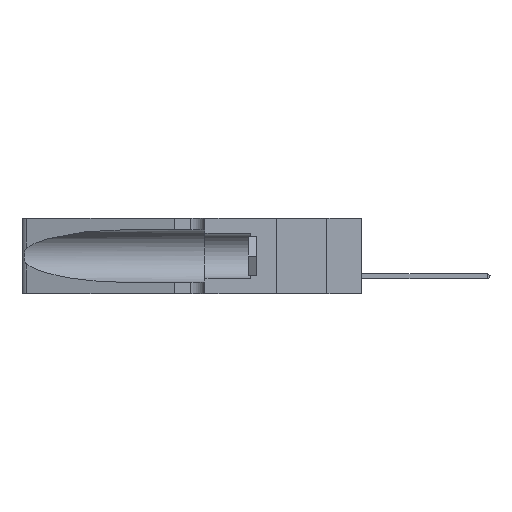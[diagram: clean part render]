
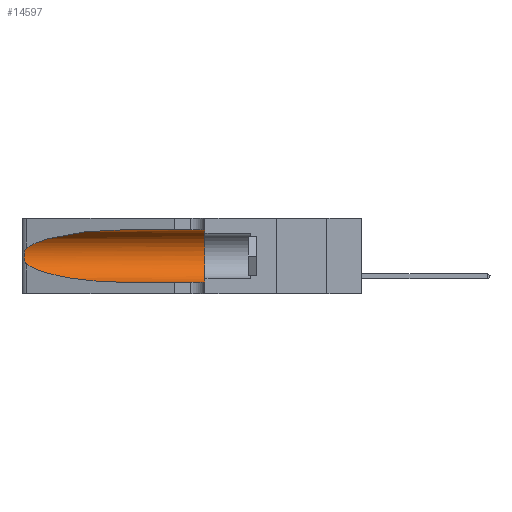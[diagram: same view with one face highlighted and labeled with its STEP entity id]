
A CAD part, left-side view. The second image highlights one B-rep face of the part: STEP entity #14597.
In plain terms, the highlighted cylindrical face has radius 3.308 mm (diameter 6.617 mm), a partial arc.
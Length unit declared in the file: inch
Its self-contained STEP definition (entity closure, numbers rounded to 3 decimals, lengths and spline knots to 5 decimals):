
#3 = FACE_OUTER_BOUND ( 'NONE', #23642, .T. ) ;
#657 = CARTESIAN_POINT ( 'NONE',  ( 0.25487, 1.22718, 0.14631 ) ) ;
#1846 = CARTESIAN_POINT ( 'NONE',  ( 0.25487, 1.22718, 0.14631 ) ) ;
#2383 = CIRCLE ( 'NONE', #14112, 0.13025 ) ;
#2821 = DIRECTION ( 'NONE',  ( 0., 1., 0. ) ) ;
#3597 = CARTESIAN_POINT ( 'NONE',  ( 0.18966, 0.96281, 0.31525 ) ) ;
#3834 = CARTESIAN_POINT ( 'NONE',  ( 0.1305, 0.72297, 0.31525 ) ) ;
#4121 = AXIS2_PLACEMENT_3D ( 'NONE', #28968, #18043, #20610 ) ;
#4657 = CARTESIAN_POINT ( 'NONE',  ( 0.26075, 1.23896, 0.178 ) ) ;
#5305 = CARTESIAN_POINT ( 'NONE',  ( 0.25487, 1.22718, 0.14631 ) ) ;
#5837 =( BOUNDED_CURVE ( )  B_SPLINE_CURVE ( 3, ( #3834, #3597, #34191, #11950 ),
 .UNSPECIFIED., .F., .F. ) 
 B_SPLINE_CURVE_WITH_KNOTS ( ( 4, 4 ),
 ( 1.5708, 2.84003 ),
 .UNSPECIFIED. ) 
 CURVE ( )  GEOMETRIC_REPRESENTATION_ITEM ( )  RATIONAL_B_SPLINE_CURVE ( ( 1., 0.87, 0.87, 1. ) ) 
 REPRESENTATION_ITEM ( '' )  );
#6213 = VERTEX_POINT ( 'NONE', #17748 ) ;
#7123 = CARTESIAN_POINT ( 'NONE',  ( 0.1305, 0.72297, 0.05475 ) ) ;
#7822 = CARTESIAN_POINT ( 'NONE',  ( 0.26075, 1.23896, 0.19203 ) ) ;
#8583 = VERTEX_POINT ( 'NONE', #22242 ) ;
#10303 = VERTEX_POINT ( 'NONE', #7123 ) ;
#10418 = CARTESIAN_POINT ( 'NONE',  ( 0.25555, 1.22994, 0.2215 ) ) ;
#10504 = CYLINDRICAL_SURFACE ( 'NONE', #4121, 0.13025 ) ;
#10567 =( BOUNDED_CURVE ( )  B_SPLINE_CURVE ( 3, ( #657, #26183, #26058, #12174 ),
 .UNSPECIFIED., .F., .F. ) 
 B_SPLINE_CURVE_WITH_KNOTS ( ( 4, 4 ),
 ( 3.44316, 4.71239 ),
 .UNSPECIFIED. ) 
 CURVE ( )  GEOMETRIC_REPRESENTATION_ITEM ( )  RATIONAL_B_SPLINE_CURVE ( ( 1., 0.87, 0.87, 1. ) ) 
 REPRESENTATION_ITEM ( '' )  );
#10662 = CARTESIAN_POINT ( 'NONE',  ( 0.25639, 1.23184, 0.21858 ) ) ;
#10959 = VERTEX_POINT ( 'NONE', #5305 ) ;
#11950 = CARTESIAN_POINT ( 'NONE',  ( 0.25487, 1.22718, 0.22369 ) ) ;
#12155 = DIRECTION ( 'NONE',  ( 0., -1., 0. ) ) ;
#12156 = CARTESIAN_POINT ( 'NONE',  ( 0.1305, 0.72297, 0.31525 ) ) ;
#12174 = CARTESIAN_POINT ( 'NONE',  ( 0.1305, 0.72297, 0.05475 ) ) ;
#13120 = CARTESIAN_POINT ( 'NONE',  ( 0.25639, 1.23186, 0.15144 ) ) ;
#13978 = CARTESIAN_POINT ( 'NONE',  ( 0.1305, 0.35, 0.185 ) ) ;
#14112 = AXIS2_PLACEMENT_3D ( 'NONE', #13978, #2821, #33613 ) ;
#14597 = ADVANCED_FACE ( 'NONE', ( #3 ), #10504, .F. ) ;
#15437 = LINE ( 'NONE', #31798, #34800 ) ;
#15858 = EDGE_CURVE ( 'NONE', #10959, #10303, #10567, .T. ) ;
#15955 = CARTESIAN_POINT ( 'NONE',  ( 0.25789, 1.23486, 0.15765 ) ) ;
#17748 = CARTESIAN_POINT ( 'NONE',  ( 0.25487, 1.22718, 0.22369 ) ) ;
#18043 = DIRECTION ( 'NONE',  ( 0., -1., 0. ) ) ;
#18800 = CARTESIAN_POINT ( 'NONE',  ( 0.25555, 1.22993, 0.14849 ) ) ;
#20016 = VERTEX_POINT ( 'NONE', #12156 ) ;
#20413 = VECTOR ( 'NONE', #33367, 39.37008 ) ;
#20610 = DIRECTION ( 'NONE',  ( 0., 0., -1. ) ) ;
#21266 = LINE ( 'NONE', #32895, #20413 ) ;
#22242 = CARTESIAN_POINT ( 'NONE',  ( 0.1305, 0.35, 0.05475 ) ) ;
#23642 = EDGE_LOOP ( 'NONE', ( #35081, #25448, #35942, #26325, #30041, #27147 ) ) ;
#24992 = CARTESIAN_POINT ( 'NONE',  ( 0.1305, 0.35, 0.31525 ) ) ;
#25448 = ORIENTED_EDGE ( 'NONE', *, *, #27272, .T. ) ;
#26058 = CARTESIAN_POINT ( 'NONE',  ( 0.18966, 0.96281, 0.05475 ) ) ;
#26183 = CARTESIAN_POINT ( 'NONE',  ( 0.2373, 1.15595, 0.08982 ) ) ;
#26325 = ORIENTED_EDGE ( 'NONE', *, *, #28892, .T. ) ;
#27147 = ORIENTED_EDGE ( 'NONE', *, *, #32372, .F. ) ;
#27272 = EDGE_CURVE ( 'NONE', #6213, #10959, #30822, .T. ) ;
#28892 = EDGE_CURVE ( 'NONE', #10303, #8583, #15437, .T. ) ;
#28968 = CARTESIAN_POINT ( 'NONE',  ( 0.1305, 1.61858, 0.185 ) ) ;
#29826 = CARTESIAN_POINT ( 'NONE',  ( 0.26017, 1.23833, 0.17102 ) ) ;
#29951 = CARTESIAN_POINT ( 'NONE',  ( 0.25487, 1.22718, 0.22369 ) ) ;
#30041 = ORIENTED_EDGE ( 'NONE', *, *, #32491, .F. ) ;
#30822 = B_SPLINE_CURVE_WITH_KNOTS ( 'NONE', 3,
 ( #29951, #10418, #10662, #33023, #35745, #35626, #7822, #4657, #29826, #32902, #15955, #13120, #18800, #1846 ),
 .UNSPECIFIED., .F., .F.,
 ( 4, 2, 2, 2, 2, 2, 4 ),
 ( 0., 0.00027, 0.00053, 0.00107, 0.0016, 0.00187, 0.00214 ),
 .UNSPECIFIED. ) ;
#31798 = CARTESIAN_POINT ( 'NONE',  ( 0.1305, 1.61858, 0.05475 ) ) ;
#32372 = EDGE_CURVE ( 'NONE', #20016, #35885, #21266, .T. ) ;
#32491 = EDGE_CURVE ( 'NONE', #35885, #8583, #2383, .T. ) ;
#32895 = CARTESIAN_POINT ( 'NONE',  ( 0.1305, 1.61858, 0.31525 ) ) ;
#32902 = CARTESIAN_POINT ( 'NONE',  ( 0.25856, 1.23593, 0.16098 ) ) ;
#33023 = CARTESIAN_POINT ( 'NONE',  ( 0.25787, 1.23484, 0.2124 ) ) ;
#33367 = DIRECTION ( 'NONE',  ( 0., -1., 0. ) ) ;
#33392 = EDGE_CURVE ( 'NONE', #20016, #6213, #5837, .T. ) ;
#33613 = DIRECTION ( 'NONE',  ( 0., 0., 1. ) ) ;
#34191 = CARTESIAN_POINT ( 'NONE',  ( 0.2373, 1.15595, 0.28018 ) ) ;
#34800 = VECTOR ( 'NONE', #12155, 39.37008 ) ;
#35081 = ORIENTED_EDGE ( 'NONE', *, *, #33392, .T. ) ;
#35626 = CARTESIAN_POINT ( 'NONE',  ( 0.26018, 1.23835, 0.19895 ) ) ;
#35745 = CARTESIAN_POINT ( 'NONE',  ( 0.25854, 1.2359, 0.20912 ) ) ;
#35885 = VERTEX_POINT ( 'NONE', #24992 ) ;
#35942 = ORIENTED_EDGE ( 'NONE', *, *, #15858, .T. ) ;
